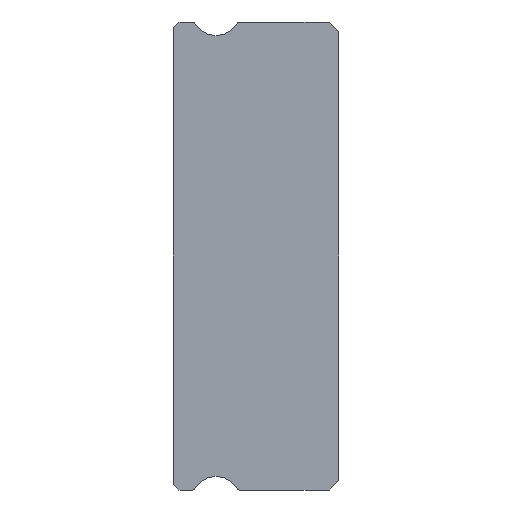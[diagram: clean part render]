
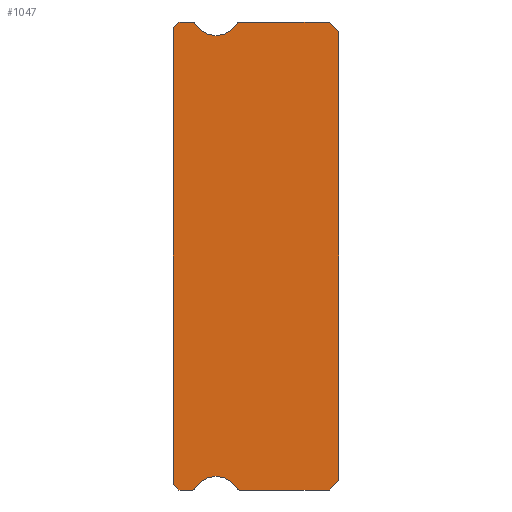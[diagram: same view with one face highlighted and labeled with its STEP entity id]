
A CAD part, left-side view. The second image highlights one B-rep face of the part: STEP entity #1047.
In plain terms, the highlighted planar face has unit normal (-1, 0, 0).
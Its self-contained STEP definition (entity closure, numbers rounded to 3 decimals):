
#33 = CIRCLE ( 'NONE', #1564, 0.15 ) ;
#74 = EDGE_CURVE ( 'NONE', #3739, #1155, #700, .T. ) ;
#285 = LINE ( 'NONE', #3735, #3889 ) ;
#303 = ORIENTED_EDGE ( 'NONE', *, *, #3167, .F. ) ;
#321 = DIRECTION ( 'NONE',  ( 1., 0., 0. ) ) ;
#332 = DIRECTION ( 'NONE',  ( 0., 0.707, -0.707 ) ) ;
#374 = VECTOR ( 'NONE', #1552, 1000. ) ;
#385 = VERTEX_POINT ( 'NONE', #2667 ) ;
#432 = CIRCLE ( 'NONE', #2985, 0.15 ) ;
#434 = ORIENTED_EDGE ( 'NONE', *, *, #3616, .F. ) ;
#460 = EDGE_CURVE ( 'NONE', #2584, #3015, #4490, .T. ) ;
#463 = VERTEX_POINT ( 'NONE', #4051 ) ;
#625 = CARTESIAN_POINT ( 'NONE',  ( -15., 7.512, -12. ) ) ;
#700 = CIRCLE ( 'NONE', #1329, 1.25 ) ;
#736 = VECTOR ( 'NONE', #2375, 1000. ) ;
#763 = EDGE_CURVE ( 'NONE', #3648, #1338, #1599, .T. ) ;
#781 = CARTESIAN_POINT ( 'NONE',  ( -15., 8.2, 12. ) ) ;
#826 = DIRECTION ( 'NONE',  ( 0., 0., -1. ) ) ;
#857 = CARTESIAN_POINT ( 'NONE',  ( -15., 5.088, 12. ) ) ;
#878 = DIRECTION ( 'NONE',  ( -1., 0., 0. ) ) ;
#896 = LINE ( 'NONE', #2417, #3652 ) ;
#924 = EDGE_CURVE ( 'NONE', #463, #2287, #896, .T. ) ;
#987 = EDGE_CURVE ( 'NONE', #2522, #4701, #4226, .T. ) ;
#1047 = ADVANCED_FACE ( 'NONE', ( #2214 ), #2189, .F. ) ;
#1061 = ORIENTED_EDGE ( 'NONE', *, *, #4189, .T. ) ;
#1065 = VECTOR ( 'NONE', #1489, 1000. ) ;
#1155 = VERTEX_POINT ( 'NONE', #2336 ) ;
#1180 = EDGE_CURVE ( 'NONE', #2601, #2960, #1523, .T. ) ;
#1268 = DIRECTION ( 'NONE',  ( 1., 0., 0. ) ) ;
#1298 = AXIS2_PLACEMENT_3D ( 'NONE', #2049, #2468, #4381 ) ;
#1316 = EDGE_CURVE ( 'NONE', #463, #3739, #33, .T. ) ;
#1329 = AXIS2_PLACEMENT_3D ( 'NONE', #3447, #1527, #3831 ) ;
#1337 = CARTESIAN_POINT ( 'NONE',  ( -15., 0., 11.5 ) ) ;
#1338 = VERTEX_POINT ( 'NONE', #1337 ) ;
#1381 = LINE ( 'NONE', #625, #1065 ) ;
#1401 = CARTESIAN_POINT ( 'NONE',  ( -15., 7.512, 11.85 ) ) ;
#1489 = DIRECTION ( 'NONE',  ( 0., -1., 0. ) ) ;
#1523 = LINE ( 'NONE', #2697, #2194 ) ;
#1524 = ORIENTED_EDGE ( 'NONE', *, *, #1180, .F. ) ;
#1527 = DIRECTION ( 'NONE',  ( -1., 0., 0. ) ) ;
#1530 = ORIENTED_EDGE ( 'NONE', *, *, #2626, .T. ) ;
#1552 = DIRECTION ( 'NONE',  ( 0., -0.707, -0.707 ) ) ;
#1564 = AXIS2_PLACEMENT_3D ( 'NONE', #3559, #1268, #2789 ) ;
#1599 = LINE ( 'NONE', #2343, #374 ) ;
#1643 = EDGE_CURVE ( 'NONE', #2960, #385, #4799, .T. ) ;
#1646 = DIRECTION ( 'NONE',  ( 0., 1., 0. ) ) ;
#1767 = CARTESIAN_POINT ( 'NONE',  ( -15., 7.512, -11.85 ) ) ;
#1776 = ORIENTED_EDGE ( 'NONE', *, *, #74, .F. ) ;
#1785 = CARTESIAN_POINT ( 'NONE',  ( -15., 8.5, 11.7 ) ) ;
#1794 = DIRECTION ( 'NONE',  ( 0., -1., 0. ) ) ;
#1817 = CARTESIAN_POINT ( 'NONE',  ( -15., 8.5, -11.7 ) ) ;
#1841 = DIRECTION ( 'NONE',  ( 0., 0., -1. ) ) ;
#1849 = CIRCLE ( 'NONE', #4675, 1.25 ) ;
#1906 = ORIENTED_EDGE ( 'NONE', *, *, #460, .F. ) ;
#1960 = LINE ( 'NONE', #2757, #736 ) ;
#2004 = CIRCLE ( 'NONE', #3472, 1.25 ) ;
#2005 = DIRECTION ( 'NONE',  ( 0., 0., 1. ) ) ;
#2021 = DIRECTION ( 'NONE',  ( 0., 0., -1. ) ) ;
#2037 = ORIENTED_EDGE ( 'NONE', *, *, #924, .T. ) ;
#2049 = CARTESIAN_POINT ( 'NONE',  ( -15., 5.088, 11.85 ) ) ;
#2156 = CARTESIAN_POINT ( 'NONE',  ( -15., 0.5, 12. ) ) ;
#2184 = AXIS2_PLACEMENT_3D ( 'NONE', #1401, #321, #1841 ) ;
#2189 = PLANE ( 'NONE',  #2184 ) ;
#2194 = VECTOR ( 'NONE', #2735, 1000. ) ;
#2214 = FACE_OUTER_BOUND ( 'NONE', #2996, .T. ) ;
#2287 = VERTEX_POINT ( 'NONE', #781 ) ;
#2336 = CARTESIAN_POINT ( 'NONE',  ( -15., 6.3, 11.3 ) ) ;
#2343 = CARTESIAN_POINT ( 'NONE',  ( -15., 0.5, 12. ) ) ;
#2375 = DIRECTION ( 'NONE',  ( 0., -0.707, -0.707 ) ) ;
#2417 = CARTESIAN_POINT ( 'NONE',  ( -15., 8.2, 12. ) ) ;
#2468 = DIRECTION ( 'NONE',  ( 1., 0., 0. ) ) ;
#2480 = CIRCLE ( 'NONE', #1298, 0.15 ) ;
#2482 = CARTESIAN_POINT ( 'NONE',  ( -15., 7.512, -12. ) ) ;
#2485 = DIRECTION ( 'NONE',  ( 0., 1., 0. ) ) ;
#2496 = CARTESIAN_POINT ( 'NONE',  ( -15., 8.5, 11.85 ) ) ;
#2522 = VERTEX_POINT ( 'NONE', #4167 ) ;
#2580 = CARTESIAN_POINT ( 'NONE',  ( -15., 7.383, 11.925 ) ) ;
#2584 = VERTEX_POINT ( 'NONE', #1817 ) ;
#2601 = VERTEX_POINT ( 'NONE', #3740 ) ;
#2626 = EDGE_CURVE ( 'NONE', #2584, #3144, #1960, .T. ) ;
#2647 = VECTOR ( 'NONE', #1794, 1000. ) ;
#2657 = EDGE_CURVE ( 'NONE', #4274, #2522, #1849, .T. ) ;
#2667 = CARTESIAN_POINT ( 'NONE',  ( -15., 5.088, -12. ) ) ;
#2697 = CARTESIAN_POINT ( 'NONE',  ( -15., 0., -11.5 ) ) ;
#2735 = DIRECTION ( 'NONE',  ( 0., 0.707, -0.707 ) ) ;
#2757 = CARTESIAN_POINT ( 'NONE',  ( -15., 8.2, -12. ) ) ;
#2789 = DIRECTION ( 'NONE',  ( 0., 0., -1. ) ) ;
#2802 = EDGE_CURVE ( 'NONE', #2287, #3015, #4569, .T. ) ;
#2846 = CARTESIAN_POINT ( 'NONE',  ( -15., 7.512, 12. ) ) ;
#2960 = VERTEX_POINT ( 'NONE', #3589 ) ;
#2985 = AXIS2_PLACEMENT_3D ( 'NONE', #4278, #3055, #826 ) ;
#2996 = EDGE_LOOP ( 'NONE', ( #1906, #1530, #3097, #4761, #4891, #4542, #4509, #1524, #1061, #3000, #434, #3391, #303, #1776, #4150, #2037, #4752 ) ) ;
#3000 = ORIENTED_EDGE ( 'NONE', *, *, #763, .F. ) ;
#3005 = DIRECTION ( 'NONE',  ( 1., 0., 0. ) ) ;
#3015 = VERTEX_POINT ( 'NONE', #4814 ) ;
#3055 = DIRECTION ( 'NONE',  ( 1., 0., 0. ) ) ;
#3097 = ORIENTED_EDGE ( 'NONE', *, *, #3780, .T. ) ;
#3100 = VERTEX_POINT ( 'NONE', #3837 ) ;
#3144 = VERTEX_POINT ( 'NONE', #3529 ) ;
#3167 = EDGE_CURVE ( 'NONE', #1155, #3100, #2004, .T. ) ;
#3175 = CARTESIAN_POINT ( 'NONE',  ( -15., 6.3, -12.55 ) ) ;
#3192 = EDGE_CURVE ( 'NONE', #3100, #3241, #2480, .T. ) ;
#3241 = VERTEX_POINT ( 'NONE', #857 ) ;
#3292 = DIRECTION ( 'NONE',  ( 0., 0., 1. ) ) ;
#3391 = ORIENTED_EDGE ( 'NONE', *, *, #3192, .F. ) ;
#3447 = CARTESIAN_POINT ( 'NONE',  ( -15., 6.3, 12.55 ) ) ;
#3468 = CARTESIAN_POINT ( 'NONE',  ( -15., 5.217, -11.925 ) ) ;
#3472 = AXIS2_PLACEMENT_3D ( 'NONE', #4402, #878, #2021 ) ;
#3529 = CARTESIAN_POINT ( 'NONE',  ( -15., 8.2, -12. ) ) ;
#3559 = CARTESIAN_POINT ( 'NONE',  ( -15., 7.512, 11.85 ) ) ;
#3581 = DIRECTION ( 'NONE',  ( 0., 0., -1. ) ) ;
#3589 = CARTESIAN_POINT ( 'NONE',  ( -15., 0.5, -12. ) ) ;
#3616 = EDGE_CURVE ( 'NONE', #3241, #3648, #3664, .T. ) ;
#3648 = VERTEX_POINT ( 'NONE', #2156 ) ;
#3652 = VECTOR ( 'NONE', #2485, 1000. ) ;
#3664 = LINE ( 'NONE', #2846, #2647 ) ;
#3693 = DIRECTION ( 'NONE',  ( 0., 0., -1. ) ) ;
#3729 = VECTOR ( 'NONE', #1646, 1000. ) ;
#3735 = CARTESIAN_POINT ( 'NONE',  ( -15., 0., 11.5 ) ) ;
#3739 = VERTEX_POINT ( 'NONE', #2580 ) ;
#3740 = CARTESIAN_POINT ( 'NONE',  ( -15., 0., -11.5 ) ) ;
#3780 = EDGE_CURVE ( 'NONE', #3144, #4701, #1381, .T. ) ;
#3831 = DIRECTION ( 'NONE',  ( 0., 0., -1. ) ) ;
#3837 = CARTESIAN_POINT ( 'NONE',  ( -15., 5.217, 11.925 ) ) ;
#3889 = VECTOR ( 'NONE', #3292, 1000. ) ;
#4051 = CARTESIAN_POINT ( 'NONE',  ( -15., 7.512, 12. ) ) ;
#4150 = ORIENTED_EDGE ( 'NONE', *, *, #1316, .F. ) ;
#4167 = CARTESIAN_POINT ( 'NONE',  ( -15., 7.383, -11.925 ) ) ;
#4189 = EDGE_CURVE ( 'NONE', #2601, #1338, #285, .T. ) ;
#4226 = CIRCLE ( 'NONE', #4300, 0.15 ) ;
#4274 = VERTEX_POINT ( 'NONE', #3468 ) ;
#4278 = CARTESIAN_POINT ( 'NONE',  ( -15., 5.088, -11.85 ) ) ;
#4300 = AXIS2_PLACEMENT_3D ( 'NONE', #1767, #3005, #3693 ) ;
#4319 = EDGE_CURVE ( 'NONE', #385, #4274, #432, .T. ) ;
#4321 = VECTOR ( 'NONE', #2005, 1000. ) ;
#4336 = DIRECTION ( 'NONE',  ( -1., 0., 0. ) ) ;
#4381 = DIRECTION ( 'NONE',  ( 0., 0., -1. ) ) ;
#4402 = CARTESIAN_POINT ( 'NONE',  ( -15., 6.3, 12.55 ) ) ;
#4445 = CARTESIAN_POINT ( 'NONE',  ( -15., 7.512, -12. ) ) ;
#4490 = LINE ( 'NONE', #2496, #4321 ) ;
#4509 = ORIENTED_EDGE ( 'NONE', *, *, #1643, .F. ) ;
#4542 = ORIENTED_EDGE ( 'NONE', *, *, #4319, .F. ) ;
#4569 = LINE ( 'NONE', #1785, #4834 ) ;
#4675 = AXIS2_PLACEMENT_3D ( 'NONE', #3175, #4336, #3581 ) ;
#4701 = VERTEX_POINT ( 'NONE', #4445 ) ;
#4752 = ORIENTED_EDGE ( 'NONE', *, *, #2802, .T. ) ;
#4761 = ORIENTED_EDGE ( 'NONE', *, *, #987, .F. ) ;
#4799 = LINE ( 'NONE', #2482, #3729 ) ;
#4814 = CARTESIAN_POINT ( 'NONE',  ( -15., 8.5, 11.7 ) ) ;
#4834 = VECTOR ( 'NONE', #332, 1000. ) ;
#4891 = ORIENTED_EDGE ( 'NONE', *, *, #2657, .F. ) ;
